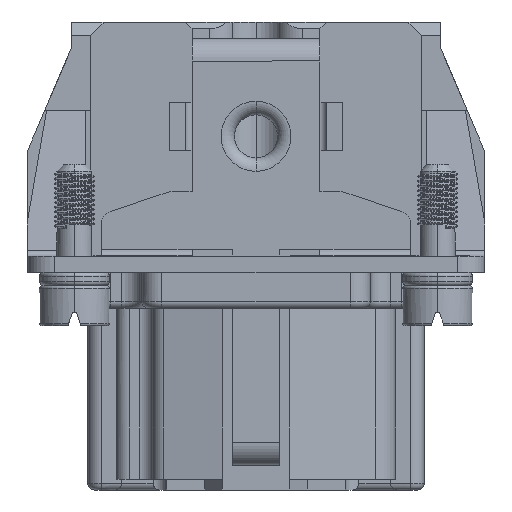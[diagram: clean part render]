
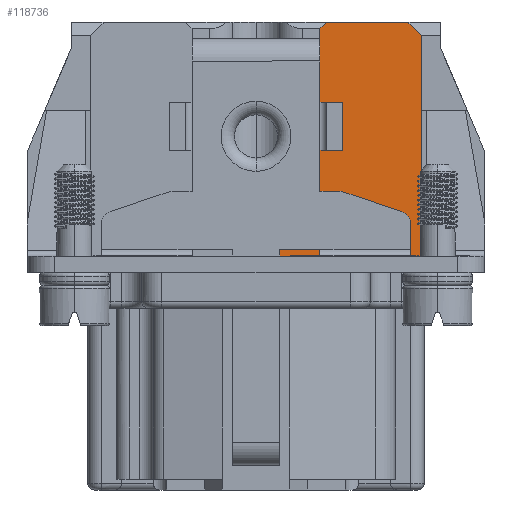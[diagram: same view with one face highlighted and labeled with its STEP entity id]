
A CAD part, left-side view. The second image highlights one B-rep face of the part: STEP entity #118736.
In plain terms, the highlighted planar face has unit normal (-1, 0, 0).
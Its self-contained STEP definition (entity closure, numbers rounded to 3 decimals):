
#846 = VERTEX_POINT ( 'NONE', #36623 ) ;
#1585 = VERTEX_POINT ( 'NONE', #81190 ) ;
#3291 = VECTOR ( 'NONE', #9497, 1000. ) ;
#3454 = VERTEX_POINT ( 'NONE', #43277 ) ;
#6430 = ORIENTED_EDGE ( 'NONE', *, *, #11606, .F. ) ;
#6574 = CARTESIAN_POINT ( 'NONE',  ( -45., -1.75, 17.4 ) ) ;
#6801 = LINE ( 'NONE', #42563, #37838 ) ;
#7184 = DIRECTION ( 'NONE',  ( 0., -1., 0. ) ) ;
#7798 = EDGE_CURVE ( 'NONE', #53561, #10555, #35029, .T. ) ;
#9497 = DIRECTION ( 'NONE',  ( 0., 0., -1. ) ) ;
#10555 = VERTEX_POINT ( 'NONE', #105751 ) ;
#11606 = EDGE_CURVE ( 'NONE', #1585, #80773, #78762, .T. ) ;
#11626 = CARTESIAN_POINT ( 'NONE',  ( -45., -4.75, 19.8 ) ) ;
#14206 = VECTOR ( 'NONE', #95028, 1000. ) ;
#15396 = CARTESIAN_POINT ( 'NONE',  ( -45., -4.75, 16.2 ) ) ;
#15607 = ORIENTED_EDGE ( 'NONE', *, *, #116641, .T. ) ;
#16658 = CARTESIAN_POINT ( 'NONE',  ( -45., -17., 16.2 ) ) ;
#17935 = VECTOR ( 'NONE', #98722, 1000. ) ;
#18797 = VERTEX_POINT ( 'NONE', #39753 ) ;
#19436 = CARTESIAN_POINT ( 'NONE',  ( -45., -17., 34.8 ) ) ;
#20150 = EDGE_CURVE ( 'NONE', #102244, #3454, #79061, .T. ) ;
#21273 = VECTOR ( 'NONE', #69103, 1000. ) ;
#23780 = DIRECTION ( 'NONE',  ( 0., 0., -1. ) ) ;
#26346 = CARTESIAN_POINT ( 'NONE',  ( -45., -4.75, 19.8 ) ) ;
#27135 = LINE ( 'NONE', #90104, #103594 ) ;
#29487 = DIRECTION ( 'NONE',  ( 0., 0., -1. ) ) ;
#30346 = DIRECTION ( 'NONE',  ( 1., 0., 0. ) ) ;
#30641 = VERTEX_POINT ( 'NONE', #110519 ) ;
#31735 = LINE ( 'NONE', #60140, #32257 ) ;
#32184 = CARTESIAN_POINT ( 'NONE',  ( -45., 4.75, 19.8 ) ) ;
#32257 = VECTOR ( 'NONE', #29487, 1000. ) ;
#33063 = ORIENTED_EDGE ( 'NONE', *, *, #39390, .F. ) ;
#35029 = LINE ( 'NONE', #6574, #106762 ) ;
#36044 = LINE ( 'NONE', #26346, #74084 ) ;
#36623 = CARTESIAN_POINT ( 'NONE',  ( -45., -4.75, 32.131 ) ) ;
#36723 = ORIENTED_EDGE ( 'NONE', *, *, #7798, .F. ) ;
#37372 = LINE ( 'NONE', #108803, #3291 ) ;
#37838 = VECTOR ( 'NONE', #23780, 1000. ) ;
#38183 = LINE ( 'NONE', #83571, #14206 ) ;
#39390 = EDGE_CURVE ( 'NONE', #80055, #18797, #38183, .T. ) ;
#39753 = CARTESIAN_POINT ( 'NONE',  ( -45., -4.75, 34.3 ) ) ;
#42563 = CARTESIAN_POINT ( 'NONE',  ( -45., -1.75, 34.8 ) ) ;
#43277 = CARTESIAN_POINT ( 'NONE',  ( -45., -12.3, 16.2 ) ) ;
#43886 = CARTESIAN_POINT ( 'NONE',  ( -45., -4.75, 33.541 ) ) ;
#50344 = DIRECTION ( 'NONE',  ( 0., 0., 1. ) ) ;
#53524 = VECTOR ( 'NONE', #70455, 1000. ) ;
#53561 = VERTEX_POINT ( 'NONE', #69418 ) ;
#55443 = ORIENTED_EDGE ( 'NONE', *, *, #20150, .T. ) ;
#55796 = VERTEX_POINT ( 'NONE', #109949 ) ;
#56753 = VECTOR ( 'NONE', #80258, 1000. ) ;
#57616 = ORIENTED_EDGE ( 'NONE', *, *, #104860, .T. ) ;
#60140 = CARTESIAN_POINT ( 'NONE',  ( -45., -4.75, 17.4 ) ) ;
#60166 = LINE ( 'NONE', #99895, #17935 ) ;
#64996 = CARTESIAN_POINT ( 'NONE',  ( -45., -11.3, 34.8 ) ) ;
#69103 = DIRECTION ( 'NONE',  ( 0., -1., 0. ) ) ;
#69418 = CARTESIAN_POINT ( 'NONE',  ( -45., -4.75, 17.4 ) ) ;
#70455 = DIRECTION ( 'NONE',  ( 0., 0.707, 0.707 ) ) ;
#71049 = CARTESIAN_POINT ( 'NONE',  ( -45., -11.3, 34.8 ) ) ;
#71366 = DIRECTION ( 'NONE',  ( 0., 1., 0. ) ) ;
#74084 = VECTOR ( 'NONE', #82634, 1000. ) ;
#76945 = DIRECTION ( 'NONE',  ( 0., 0., -1. ) ) ;
#78190 = LINE ( 'NONE', #11626, #78772 ) ;
#78762 = LINE ( 'NONE', #32184, #21273 ) ;
#78772 = VECTOR ( 'NONE', #50344, 1000. ) ;
#79061 = LINE ( 'NONE', #16658, #56753 ) ;
#79186 = EDGE_CURVE ( 'NONE', #80773, #846, #78190, .T. ) ;
#80055 = VERTEX_POINT ( 'NONE', #43886 ) ;
#80113 = LINE ( 'NONE', #71049, #53524 ) ;
#80258 = DIRECTION ( 'NONE',  ( 0., -1., 0. ) ) ;
#80773 = VERTEX_POINT ( 'NONE', #87652 ) ;
#81190 = CARTESIAN_POINT ( 'NONE',  ( -45., -1.75, 19.8 ) ) ;
#82634 = DIRECTION ( 'NONE',  ( 0., 0., 1. ) ) ;
#83571 = CARTESIAN_POINT ( 'NONE',  ( -45., -4.75, 19.8 ) ) ;
#86335 = EDGE_LOOP ( 'NONE', ( #98244, #55443, #108574, #57616, #110164, #15607, #33063, #89332, #104043, #6430, #110589, #36723 ) ) ;
#87652 = CARTESIAN_POINT ( 'NONE',  ( -45., -4.75, 19.8 ) ) ;
#87845 = EDGE_CURVE ( 'NONE', #1585, #10555, #6801, .T. ) ;
#89332 = ORIENTED_EDGE ( 'NONE', *, *, #90459, .F. ) ;
#90104 = CARTESIAN_POINT ( 'NONE',  ( -45., -17., 34.8 ) ) ;
#90459 = EDGE_CURVE ( 'NONE', #846, #80055, #36044, .T. ) ;
#93883 = PLANE ( 'NONE',  #118596 ) ;
#94869 = EDGE_CURVE ( 'NONE', #55796, #107394, #27135, .T. ) ;
#95028 = DIRECTION ( 'NONE',  ( 0., 0., 1. ) ) ;
#95786 = EDGE_CURVE ( 'NONE', #30641, #3454, #37372, .T. ) ;
#95992 = EDGE_CURVE ( 'NONE', #53561, #102244, #31735, .T. ) ;
#98244 = ORIENTED_EDGE ( 'NONE', *, *, #95992, .T. ) ;
#98722 = DIRECTION ( 'NONE',  ( 0., 0.707, -0.707 ) ) ;
#99895 = CARTESIAN_POINT ( 'NONE',  ( -45., -4.75, 34.3 ) ) ;
#102244 = VERTEX_POINT ( 'NONE', #15396 ) ;
#102368 = FACE_OUTER_BOUND ( 'NONE', #86335, .T. ) ;
#103594 = VECTOR ( 'NONE', #7184, 1000. ) ;
#104043 = ORIENTED_EDGE ( 'NONE', *, *, #79186, .F. ) ;
#104860 = EDGE_CURVE ( 'NONE', #30641, #107394, #80113, .T. ) ;
#105751 = CARTESIAN_POINT ( 'NONE',  ( -45., -1.75, 17.4 ) ) ;
#106762 = VECTOR ( 'NONE', #71366, 1000. ) ;
#107394 = VERTEX_POINT ( 'NONE', #64996 ) ;
#108574 = ORIENTED_EDGE ( 'NONE', *, *, #95786, .F. ) ;
#108803 = CARTESIAN_POINT ( 'NONE',  ( -45., -12.3, 28.2 ) ) ;
#109949 = CARTESIAN_POINT ( 'NONE',  ( -45., -5.25, 34.8 ) ) ;
#110164 = ORIENTED_EDGE ( 'NONE', *, *, #94869, .F. ) ;
#110519 = CARTESIAN_POINT ( 'NONE',  ( -45., -12.3, 33.8 ) ) ;
#110589 = ORIENTED_EDGE ( 'NONE', *, *, #87845, .T. ) ;
#116641 = EDGE_CURVE ( 'NONE', #55796, #18797, #60166, .T. ) ;
#118596 = AXIS2_PLACEMENT_3D ( 'NONE', #19436, #30346, #76945 ) ;
#118736 = ADVANCED_FACE ( 'NONE', ( #102368 ), #93883, .F. ) ;
